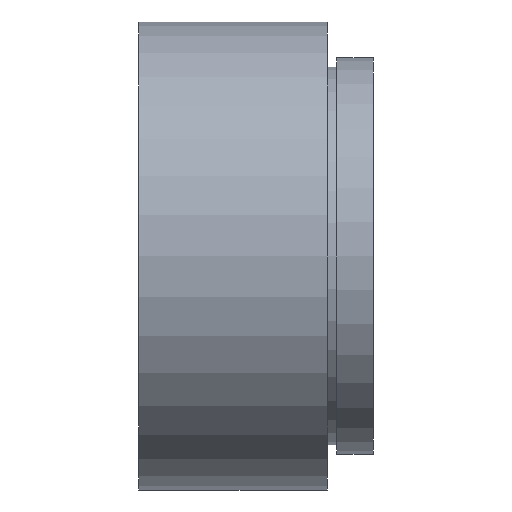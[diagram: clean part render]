
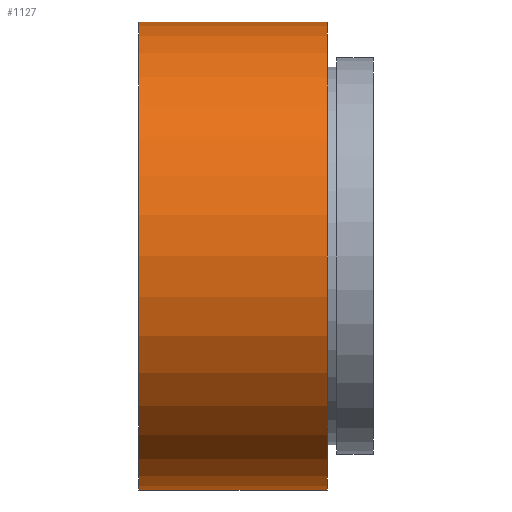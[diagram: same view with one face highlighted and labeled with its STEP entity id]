
A CAD part, left-side view. The second image highlights one B-rep face of the part: STEP entity #1127.
In plain terms, the highlighted cylindrical face has radius 25.4 mm (diameter 50.8 mm), a partial arc.
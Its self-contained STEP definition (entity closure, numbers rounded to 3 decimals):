
#13 = CIRCLE ( 'NONE', #479, 25.4 ) ;
#18 = DIRECTION ( 'NONE',  ( 0., 0., -1. ) ) ;
#22 = CARTESIAN_POINT ( 'NONE',  ( -8.905, -4.462, 26.65 ) ) ;
#45 = VERTEX_POINT ( 'NONE', #249 ) ;
#139 = VERTEX_POINT ( 'NONE', #543 ) ;
#218 = CARTESIAN_POINT ( 'NONE',  ( -8.905, -29.962, 1.25 ) ) ;
#220 = EDGE_LOOP ( 'NONE', ( #445, #1125, #820, #630 ) ) ;
#249 = CARTESIAN_POINT ( 'NONE',  ( -8.905, -24.962, 1.25 ) ) ;
#256 = LINE ( 'NONE', #876, #766 ) ;
#267 = FACE_OUTER_BOUND ( 'NONE', #220, .T. ) ;
#311 = AXIS2_PLACEMENT_3D ( 'NONE', #678, #779, #460 ) ;
#355 = CYLINDRICAL_SURFACE ( 'NONE', #311, 25.4 ) ;
#360 = EDGE_CURVE ( 'NONE', #139, #986, #499, .T. ) ;
#413 = CARTESIAN_POINT ( 'NONE',  ( -8.905, -24.962, 26.65 ) ) ;
#445 = ORIENTED_EDGE ( 'NONE', *, *, #1055, .F. ) ;
#447 = EDGE_CURVE ( 'NONE', #1265, #45, #13, .T. ) ;
#460 = DIRECTION ( 'NONE',  ( 0., 0., -1. ) ) ;
#471 = CARTESIAN_POINT ( 'NONE',  ( -8.905, -4.462, 1.25 ) ) ;
#479 = AXIS2_PLACEMENT_3D ( 'NONE', #413, #722, #746 ) ;
#499 = CIRCLE ( 'NONE', #1135, 25.4 ) ;
#543 = CARTESIAN_POINT ( 'NONE',  ( -8.905, -4.462, 52.05 ) ) ;
#630 = ORIENTED_EDGE ( 'NONE', *, *, #447, .F. ) ;
#678 = CARTESIAN_POINT ( 'NONE',  ( -8.905, -29.962, 26.65 ) ) ;
#690 = VECTOR ( 'NONE', #813, 1000. ) ;
#709 = CARTESIAN_POINT ( 'NONE',  ( -8.905, -24.962, 52.05 ) ) ;
#722 = DIRECTION ( 'NONE',  ( 0., -1., 0. ) ) ;
#746 = DIRECTION ( 'NONE',  ( 0., 0., -1. ) ) ;
#766 = VECTOR ( 'NONE', #855, 1000. ) ;
#779 = DIRECTION ( 'NONE',  ( 0., -1., 0. ) ) ;
#794 = EDGE_CURVE ( 'NONE', #986, #45, #1026, .T. ) ;
#813 = DIRECTION ( 'NONE',  ( 0., -1., 0. ) ) ;
#820 = ORIENTED_EDGE ( 'NONE', *, *, #794, .T. ) ;
#855 = DIRECTION ( 'NONE',  ( 0., -1., 0. ) ) ;
#876 = CARTESIAN_POINT ( 'NONE',  ( -8.905, -29.962, 52.05 ) ) ;
#986 = VERTEX_POINT ( 'NONE', #471 ) ;
#1023 = DIRECTION ( 'NONE',  ( 0., -1., 0. ) ) ;
#1026 = LINE ( 'NONE', #218, #690 ) ;
#1055 = EDGE_CURVE ( 'NONE', #139, #1265, #256, .T. ) ;
#1125 = ORIENTED_EDGE ( 'NONE', *, *, #360, .T. ) ;
#1127 = ADVANCED_FACE ( 'NONE', ( #267 ), #355, .T. ) ;
#1135 = AXIS2_PLACEMENT_3D ( 'NONE', #22, #1023, #18 ) ;
#1265 = VERTEX_POINT ( 'NONE', #709 ) ;
